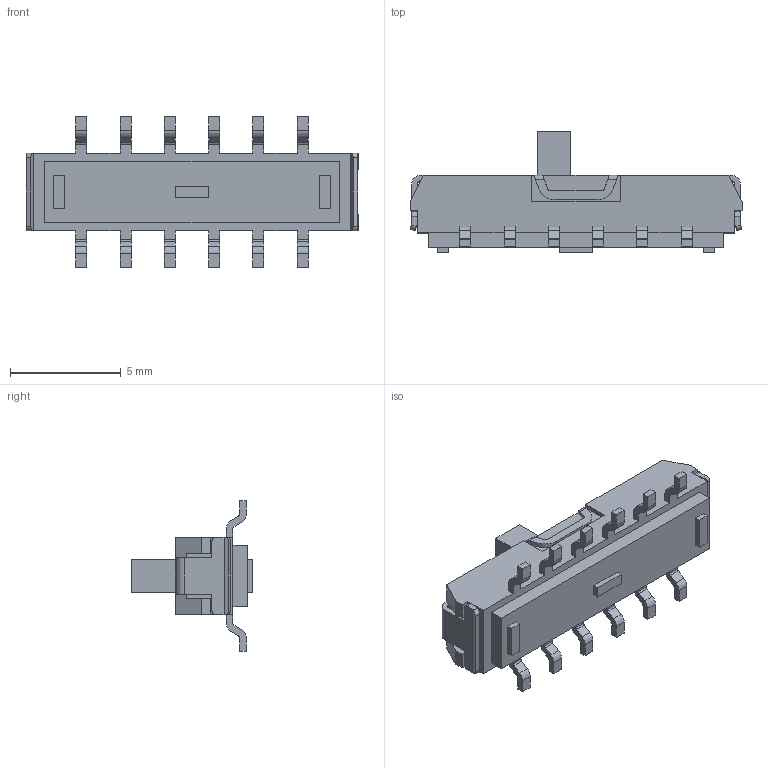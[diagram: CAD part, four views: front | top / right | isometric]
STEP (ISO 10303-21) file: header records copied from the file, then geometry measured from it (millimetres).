
FILE_DESCRIPTION(('STEP AP214'),'1');
FILE_NAME('ss-3268s-l1.stp','2021-03-12T15:07:15',('TraceParts'),('TraceParts S.A.'),'Spatial InterOp 3D',' ',' ');
FILE_SCHEMA(('AUTOMOTIVE_DESIGN { 1 0 10303 214 1 1 1 1 }'));
Length unit declared in the file: millimetre
Products named in the file (1): ss-3268s-l1
Bounding box: 15 x 5.5 x 6.8 mm (x, y, z)
Volume: 164.6 mm3; surface area: 301 mm2
Topology: 1 solids, 1 shells, 294 faces, 851 edges, 566 vertices
Faces by surface type: plane 222, cylinder 72
Entity records: 9634 total; most frequent: CARTESIAN_POINT 1736, ORIENTED_EDGE 1702, DIRECTION 1577, EDGE_CURVE 851, LINE 707, VECTOR 707, VERTEX_POINT 566, AXIS2_PLACEMENT_3D 435
